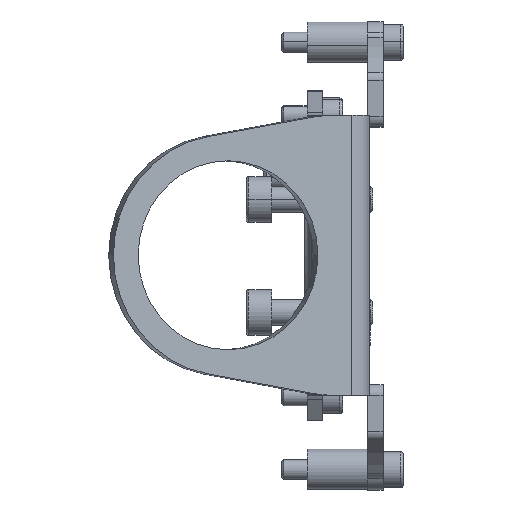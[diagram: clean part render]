
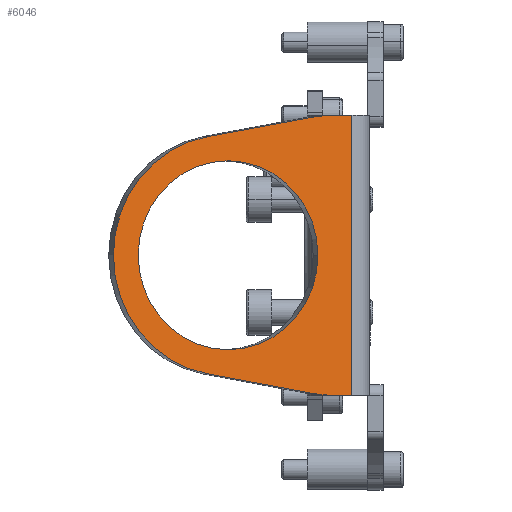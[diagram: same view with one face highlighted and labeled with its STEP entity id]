
A CAD part, top view. The second image highlights one B-rep face of the part: STEP entity #6046.
In plain terms, the highlighted planar face has unit normal (0.309, 0, 0.951).
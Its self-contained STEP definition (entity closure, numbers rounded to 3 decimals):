
#99 = VECTOR ( 'NONE', #5549, 1000. ) ;
#134 = ORIENTED_EDGE ( 'NONE', *, *, #3953, .F. ) ;
#316 = EDGE_CURVE ( 'NONE', #5633, #5665, #1066, .T. ) ;
#376 = ORIENTED_EDGE ( 'NONE', *, *, #4735, .F. ) ;
#398 = DIRECTION ( 'NONE',  ( 0.951, 0., -0.309 ) ) ;
#408 = VERTEX_POINT ( 'NONE', #5126 ) ;
#477 = VECTOR ( 'NONE', #2365, 1000. ) ;
#519 = CARTESIAN_POINT ( 'NONE',  ( -36.325, 0., 64.399 ) ) ;
#750 = ORIENTED_EDGE ( 'NONE', *, *, #316, .F. ) ;
#1016 = VERTEX_POINT ( 'NONE', #6479 ) ;
#1066 = LINE ( 'NONE', #5100, #5673 ) ;
#1253 = EDGE_CURVE ( 'NONE', #408, #1313, #5349, .T. ) ;
#1313 = VERTEX_POINT ( 'NONE', #3213 ) ;
#1384 = VERTEX_POINT ( 'NONE', #5893 ) ;
#1480 = CARTESIAN_POINT ( 'NONE',  ( -18.588, 0., 58.635 ) ) ;
#1708 = ORIENTED_EDGE ( 'NONE', *, *, #5859, .F. ) ;
#1732 = ORIENTED_EDGE ( 'NONE', *, *, #1253, .F. ) ;
#1859 = DIRECTION ( 'NONE',  ( 0.309, 0., 0.951 ) ) ;
#1896 = LINE ( 'NONE', #2928, #477 ) ;
#1901 = CIRCLE ( 'NONE', #3991, 18.65 ) ;
#2044 = CARTESIAN_POINT ( 'NONE',  ( 0.595, -27.724, 52.403 ) ) ;
#2151 = VERTEX_POINT ( 'NONE', #4553 ) ;
#2155 = LINE ( 'NONE', #5227, #5598 ) ;
#2232 = CARTESIAN_POINT ( 'NONE',  ( -2.315, 27.184, 53.348 ) ) ;
#2333 = AXIS2_PLACEMENT_3D ( 'NONE', #2887, #1859, #6465 ) ;
#2365 = DIRECTION ( 'NONE',  ( 0., -1., 0. ) ) ;
#2436 = EDGE_CURVE ( 'NONE', #2843, #4095, #1901, .T. ) ;
#2459 = CARTESIAN_POINT ( 'NONE',  ( 12.287, -27.64, 48.604 ) ) ;
#2521 = AXIS2_PLACEMENT_3D ( 'NONE', #3459, #6006, #398 ) ;
#2548 = DIRECTION ( 'NONE',  ( 0.951, 0., -0.309 ) ) ;
#2556 = DIRECTION ( 'NONE',  ( -0.951, 0., 0.309 ) ) ;
#2636 = EDGE_LOOP ( 'NONE', ( #750, #3258, #376, #1708, #1732, #3933, #5630, #5033 ) ) ;
#2649 = DIRECTION ( 'NONE',  ( 0.937, 0.174, -0.304 ) ) ;
#2821 = DIRECTION ( 'NONE',  ( 0.309, 0., 0.951 ) ) ;
#2843 = VERTEX_POINT ( 'NONE', #519 ) ;
#2854 = AXIS2_PLACEMENT_3D ( 'NONE', #4043, #4106, #2548 ) ;
#2887 = CARTESIAN_POINT ( 'NONE',  ( 2.639, 2.36, 51.738 ) ) ;
#2918 = EDGE_CURVE ( 'NONE', #5665, #1016, #1896, .T. ) ;
#2928 = CARTESIAN_POINT ( 'NONE',  ( 5.861, 42., 50.692 ) ) ;
#3094 = PLANE ( 'NONE',  #2854 ) ;
#3213 = CARTESIAN_POINT ( 'NONE',  ( -22.518, -23.438, 59.913 ) ) ;
#3258 = ORIENTED_EDGE ( 'NONE', *, *, #5756, .T. ) ;
#3344 = CARTESIAN_POINT ( 'NONE',  ( 2.639, -2.36, 51.738 ) ) ;
#3459 = CARTESIAN_POINT ( 'NONE',  ( -18.588, 0., 58.635 ) ) ;
#3543 = AXIS2_PLACEMENT_3D ( 'NONE', #3344, #4823, #6365 ) ;
#3554 = CIRCLE ( 'NONE', #4343, 18.65 ) ;
#3593 = CIRCLE ( 'NONE', #2333, 30. ) ;
#3624 = EDGE_CURVE ( 'NONE', #1016, #1384, #4687, .T. ) ;
#3933 = ORIENTED_EDGE ( 'NONE', *, *, #5518, .T. ) ;
#3953 = EDGE_CURVE ( 'NONE', #4095, #2843, #3554, .T. ) ;
#3958 = VECTOR ( 'NONE', #2556, 1000. ) ;
#3991 = AXIS2_PLACEMENT_3D ( 'NONE', #5374, #2821, #6379 ) ;
#4043 = CARTESIAN_POINT ( 'NONE',  ( 12.287, 42., 48.604 ) ) ;
#4095 = VERTEX_POINT ( 'NONE', #5188 ) ;
#4106 = DIRECTION ( 'NONE',  ( 0.309, 0., 0.951 ) ) ;
#4144 = CIRCLE ( 'NONE', #2521, 23.8 ) ;
#4343 = AXIS2_PLACEMENT_3D ( 'NONE', #1480, #4533, #6076 ) ;
#4533 = DIRECTION ( 'NONE',  ( 0.309, 0., 0.951 ) ) ;
#4553 = CARTESIAN_POINT ( 'NONE',  ( -22.518, 23.438, 59.913 ) ) ;
#4687 = LINE ( 'NONE', #2459, #3958 ) ;
#4735 = EDGE_CURVE ( 'NONE', #2151, #5448, #2155, .T. ) ;
#4823 = DIRECTION ( 'NONE',  ( 0.309, 0., 0.951 ) ) ;
#4850 = EDGE_LOOP ( 'NONE', ( #134, #6027 ) ) ;
#5033 = ORIENTED_EDGE ( 'NONE', *, *, #2918, .F. ) ;
#5098 = CARTESIAN_POINT ( 'NONE',  ( 2.639, 27.64, 51.738 ) ) ;
#5100 = CARTESIAN_POINT ( 'NONE',  ( 12.287, 27.64, 48.604 ) ) ;
#5126 = CARTESIAN_POINT ( 'NONE',  ( -2.315, -27.184, 53.348 ) ) ;
#5149 = CARTESIAN_POINT ( 'NONE',  ( 5.861, 27.64, 50.692 ) ) ;
#5188 = CARTESIAN_POINT ( 'NONE',  ( -0.85, 0., 52.872 ) ) ;
#5227 = CARTESIAN_POINT ( 'NONE',  ( 14.257, 30.256, 47.964 ) ) ;
#5349 = LINE ( 'NONE', #2044, #99 ) ;
#5374 = CARTESIAN_POINT ( 'NONE',  ( -18.588, 0., 58.635 ) ) ;
#5448 = VERTEX_POINT ( 'NONE', #2232 ) ;
#5518 = EDGE_CURVE ( 'NONE', #408, #1384, #3593, .T. ) ;
#5549 = DIRECTION ( 'NONE',  ( -0.937, 0.174, 0.304 ) ) ;
#5598 = VECTOR ( 'NONE', #2649, 1000. ) ;
#5608 = DIRECTION ( 'NONE',  ( 0.951, 0., -0.309 ) ) ;
#5630 = ORIENTED_EDGE ( 'NONE', *, *, #3624, .F. ) ;
#5633 = VERTEX_POINT ( 'NONE', #5098 ) ;
#5665 = VERTEX_POINT ( 'NONE', #5149 ) ;
#5673 = VECTOR ( 'NONE', #5608, 1000. ) ;
#5756 = EDGE_CURVE ( 'NONE', #5633, #5448, #5818, .T. ) ;
#5818 = CIRCLE ( 'NONE', #3543, 30. ) ;
#5859 = EDGE_CURVE ( 'NONE', #1313, #2151, #4144, .T. ) ;
#5893 = CARTESIAN_POINT ( 'NONE',  ( 2.639, -27.64, 51.738 ) ) ;
#6006 = DIRECTION ( 'NONE',  ( -0.309, 0., -0.951 ) ) ;
#6027 = ORIENTED_EDGE ( 'NONE', *, *, #2436, .F. ) ;
#6046 = ADVANCED_FACE ( 'NONE', ( #6061, #6298 ), #3094, .T. ) ;
#6061 = FACE_BOUND ( 'NONE', #4850, .T. ) ;
#6076 = DIRECTION ( 'NONE',  ( 0.951, 0., -0.309 ) ) ;
#6298 = FACE_OUTER_BOUND ( 'NONE', #2636, .T. ) ;
#6365 = DIRECTION ( 'NONE',  ( 0.951, 0., -0.309 ) ) ;
#6379 = DIRECTION ( 'NONE',  ( 0.951, 0., -0.309 ) ) ;
#6465 = DIRECTION ( 'NONE',  ( 0.951, 0., -0.309 ) ) ;
#6479 = CARTESIAN_POINT ( 'NONE',  ( 5.861, -27.64, 50.692 ) ) ;
